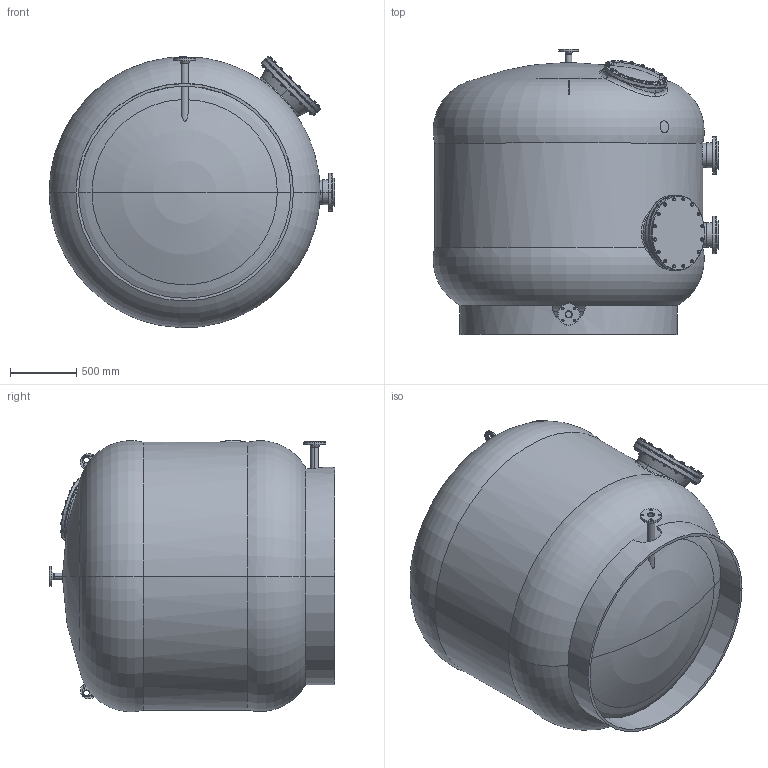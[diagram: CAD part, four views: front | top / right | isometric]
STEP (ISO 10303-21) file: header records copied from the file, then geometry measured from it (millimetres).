
FILE_DESCRIPTION (( 'STEP AP214' ), '1' );
FILE_NAME ('adriatic200c_sb1000.STEP', '2020-11-04T09:25:01', ( '' ), ( '' ), 'SwSTEP 2.0', 'SolidWorks 2019', '' );
FILE_SCHEMA (( 'AUTOMOTIVE_DESIGN' ));
Length unit declared in the file: millimetre
Products named in the file (1): adriatic200c_sb1000
Bounding box: 2151.78 x 2150.03 x 2044.76 mm (x, y, z)
Surface area: 36314311.6 mm2 (no closed solid volume)
Topology: 0 solids, 131 shells, 1926 faces, 4292 edges, 2627 vertices
Faces by surface type: cone 621, cylinder 618, plane 580, torus 82, bspline 17, sphere 8
Entity records: 107417 total; most frequent: CARTESIAN_POINT 43604, ORIENTED_EDGE 8436, DIRECTION 8384, EDGE_CURVE 4250, AXIS2_PLACEMENT_3D 3606, VERTEX_POINT 2625, EDGE_LOOP 2315, UNCERTAINTY_MEASURE_WITH_UNIT 2043
